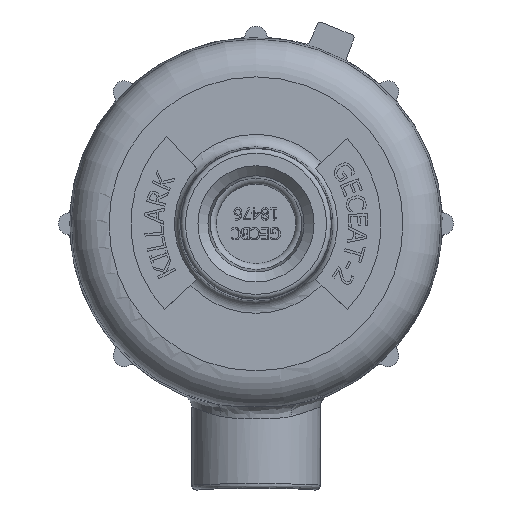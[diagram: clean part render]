
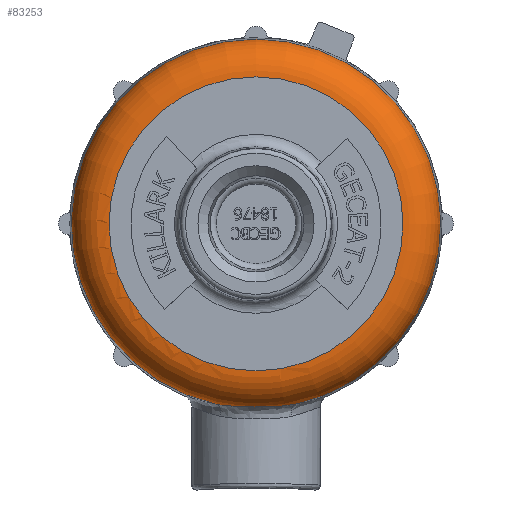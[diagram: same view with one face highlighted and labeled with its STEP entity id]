
A CAD part, front view. The second image highlights one B-rep face of the part: STEP entity #83253.
In plain terms, the highlighted toroidal (fillet/blend) face has major radius 37.26 mm and minor radius 9.525 mm.
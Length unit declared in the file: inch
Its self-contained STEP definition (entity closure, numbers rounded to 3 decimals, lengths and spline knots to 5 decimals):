
#1740=TOROIDAL_SURFACE('',#87985,1.46694,0.375);
#5565=FACE_OUTER_BOUND('',#10271,.T.);
#10271=EDGE_LOOP('',(#59990,#59991,#59992,#59993,#59994,#59995,#59996));
#32675=CIRCLE('',#87618,1.46694);
#32676=CIRCLE('',#87619,1.46694);
#32740=CIRCLE('',#87986,0.375);
#32741=CIRCLE('',#87987,1.84181);
#32742=CIRCLE('',#87988,1.84181);
#33251=B_SPLINE_CURVE_WITH_KNOTS('',3,(#113730,#113731,#113732,#113733,
#113734,#113735,#113736),.UNSPECIFIED.,.F.,.F.,(4,1,1,1,4),(0.,0.48722,
0.97444,1.62406,2.27368),.UNSPECIFIED.);
#36547=VERTEX_POINT('',#107785);
#36548=VERTEX_POINT('',#107786);
#37206=VERTEX_POINT('',#113684);
#37207=VERTEX_POINT('',#113728);
#37208=VERTEX_POINT('',#113781);
#44976=EDGE_CURVE('',#36547,#36548,#32675,.T.);
#44977=EDGE_CURVE('',#36548,#36547,#32676,.T.);
#46054=EDGE_CURVE('',#37207,#37206,#33251,.T.);
#46056=EDGE_CURVE('',#36548,#37208,#32740,.T.);
#46057=EDGE_CURVE('',#37208,#37206,#32741,.T.);
#46058=EDGE_CURVE('',#37207,#37208,#32742,.T.);
#59990=ORIENTED_EDGE('',*,*,#44976,.T.);
#59991=ORIENTED_EDGE('',*,*,#46056,.T.);
#59992=ORIENTED_EDGE('',*,*,#46057,.T.);
#59993=ORIENTED_EDGE('',*,*,#46054,.F.);
#59994=ORIENTED_EDGE('',*,*,#46058,.T.);
#59995=ORIENTED_EDGE('',*,*,#46056,.F.);
#59996=ORIENTED_EDGE('',*,*,#44977,.T.);
#83253=ADVANCED_FACE('',(#5565),#1740,.T.);
#87618=AXIS2_PLACEMENT_3D('',#107787,#91158,#91159);
#87619=AXIS2_PLACEMENT_3D('',#107788,#91160,#91161);
#87985=AXIS2_PLACEMENT_3D('',#113780,#92628,#92629);
#87986=AXIS2_PLACEMENT_3D('',#113782,#92630,#92631);
#87987=AXIS2_PLACEMENT_3D('',#113783,#92632,#92633);
#87988=AXIS2_PLACEMENT_3D('',#113784,#92634,#92635);
#91158=DIRECTION('center_axis',(0.,1.,0.));
#91159=DIRECTION('ref_axis',(1.,0.,0.));
#91160=DIRECTION('center_axis',(0.,1.,0.));
#91161=DIRECTION('ref_axis',(1.,0.,0.));
#92628=DIRECTION('center_axis',(0.,-1.,0.));
#92629=DIRECTION('ref_axis',(0.,0.,-1.));
#92630=DIRECTION('center_axis',(-1.,0.,0.));
#92631=DIRECTION('ref_axis',(0.,0.,1.));
#92632=DIRECTION('center_axis',(0.,-1.,0.));
#92633=DIRECTION('ref_axis',(1.,0.,0.));
#92634=DIRECTION('center_axis',(0.,-1.,0.));
#92635=DIRECTION('ref_axis',(1.,0.,0.));
#107785=CARTESIAN_POINT('',(-1.46694,0.,0.));
#107786=CARTESIAN_POINT('',(0.,0.,
1.46694));
#107787=CARTESIAN_POINT('Origin',(0.,0.,0.));
#107788=CARTESIAN_POINT('Origin',(0.,0.,0.));
#113684=CARTESIAN_POINT('',(-0.39623,0.36518,-1.79869));
#113728=CARTESIAN_POINT('',(0.39623,0.36518,-1.79869));
#113730=CARTESIAN_POINT('Ctrl Pts',(0.39623,0.36518,
-1.79869));
#113731=CARTESIAN_POINT('Ctrl Pts',(0.34706,0.33905,
-1.80882));
#113732=CARTESIAN_POINT('Ctrl Pts',(0.23918,0.29589,
-1.82162));
#113733=CARTESIAN_POINT('Ctrl Pts',(0.0419,0.26221,
-1.82808));
#113734=CARTESIAN_POINT('Ctrl Pts',(-0.18216,0.27685,
-1.82586));
#113735=CARTESIAN_POINT('Ctrl Pts',(-0.33067,0.33034,
-1.8122));
#113736=CARTESIAN_POINT('Ctrl Pts',(-0.39623,0.36518,
-1.79869));
#113780=CARTESIAN_POINT('Origin',(0.,0.375,0.));
#113781=CARTESIAN_POINT('',(0.,0.36518,1.84181));
#113782=CARTESIAN_POINT('Origin',(0.,0.375,1.46694));
#113783=CARTESIAN_POINT('Origin',(0.,0.36518,0.));
#113784=CARTESIAN_POINT('Origin',(0.,0.36518,0.));
